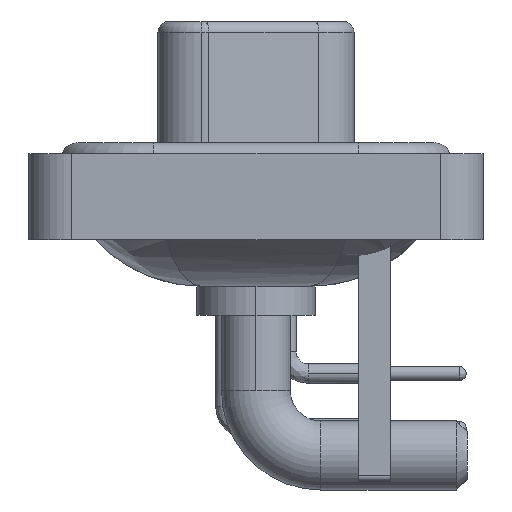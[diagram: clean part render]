
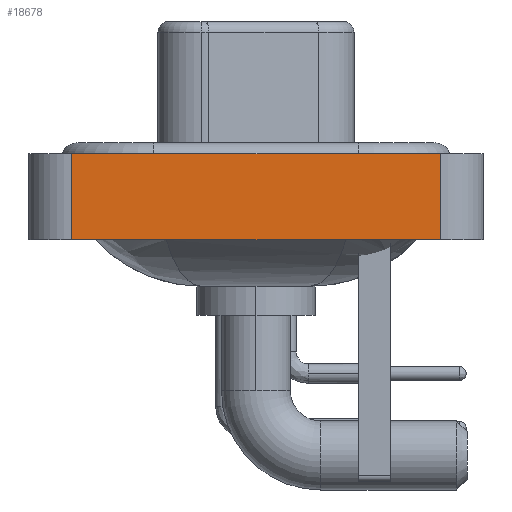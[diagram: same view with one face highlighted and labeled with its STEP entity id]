
A CAD part, left-side view. The second image highlights one B-rep face of the part: STEP entity #18678.
In plain terms, the highlighted planar face has unit normal (-1, 0, 0).
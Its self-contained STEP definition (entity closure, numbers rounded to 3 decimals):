
#238 = CARTESIAN_POINT ( 'NONE',  ( -7.35, 8.55, 0.4 ) ) ;
#977 = LINE ( 'NONE', #9740, #20117 ) ;
#1224 = VERTEX_POINT ( 'NONE', #14752 ) ;
#2665 = DIRECTION ( 'NONE',  ( 0., 0., 1. ) ) ;
#3678 = DIRECTION ( 'NONE',  ( 0., -1., 0. ) ) ;
#5230 = ORIENTED_EDGE ( 'NONE', *, *, #9476, .F. ) ;
#5474 = VERTEX_POINT ( 'NONE', #7742 ) ;
#5801 = DIRECTION ( 'NONE',  ( -1., 0., 0. ) ) ;
#7080 = CARTESIAN_POINT ( 'NONE',  ( -7.35, 8.55, -3.6 ) ) ;
#7415 = ORIENTED_EDGE ( 'NONE', *, *, #18071, .T. ) ;
#7742 = CARTESIAN_POINT ( 'NONE',  ( -7.35, -8.55, 0.4 ) ) ;
#9206 = LINE ( 'NONE', #7080, #16059 ) ;
#9462 = DIRECTION ( 'NONE',  ( 0., -1., 0. ) ) ;
#9476 = EDGE_CURVE ( 'NONE', #24752, #5474, #977, .T. ) ;
#9493 = PLANE ( 'NONE',  #21362 ) ;
#9740 = CARTESIAN_POINT ( 'NONE',  ( -7.35, -8.55, 0.4 ) ) ;
#11884 = CARTESIAN_POINT ( 'NONE',  ( -7.35, 8.55, -3.6 ) ) ;
#11901 = DIRECTION ( 'NONE',  ( 0., 0., 1. ) ) ;
#12341 = VECTOR ( 'NONE', #3678, 1000. ) ;
#13708 = CARTESIAN_POINT ( 'NONE',  ( -7.35, -8.55, -3.6 ) ) ;
#13992 = LINE ( 'NONE', #13708, #22224 ) ;
#14431 = FACE_OUTER_BOUND ( 'NONE', #20635, .T. ) ;
#14752 = CARTESIAN_POINT ( 'NONE',  ( -7.35, -8.55, -3.6 ) ) ;
#16059 = VECTOR ( 'NONE', #24413, 1000. ) ;
#16152 = CARTESIAN_POINT ( 'NONE',  ( -7.35, -8.55, -3.6 ) ) ;
#16379 = EDGE_CURVE ( 'NONE', #23441, #24752, #9206, .T. ) ;
#16574 = CARTESIAN_POINT ( 'NONE',  ( -7.35, -8.55, -3.6 ) ) ;
#17128 = ORIENTED_EDGE ( 'NONE', *, *, #21868, .T. ) ;
#18071 = EDGE_CURVE ( 'NONE', #1224, #5474, #13992, .T. ) ;
#18678 = ADVANCED_FACE ( 'NONE', ( #14431 ), #9493, .T. ) ;
#19617 = ORIENTED_EDGE ( 'NONE', *, *, #16379, .F. ) ;
#20117 = VECTOR ( 'NONE', #9462, 1000. ) ;
#20635 = EDGE_LOOP ( 'NONE', ( #7415, #5230, #19617, #17128 ) ) ;
#21140 = LINE ( 'NONE', #16574, #12341 ) ;
#21362 = AXIS2_PLACEMENT_3D ( 'NONE', #16152, #5801, #11901 ) ;
#21868 = EDGE_CURVE ( 'NONE', #23441, #1224, #21140, .T. ) ;
#22224 = VECTOR ( 'NONE', #2665, 1000. ) ;
#23441 = VERTEX_POINT ( 'NONE', #11884 ) ;
#24413 = DIRECTION ( 'NONE',  ( 0., 0., 1. ) ) ;
#24752 = VERTEX_POINT ( 'NONE', #238 ) ;
